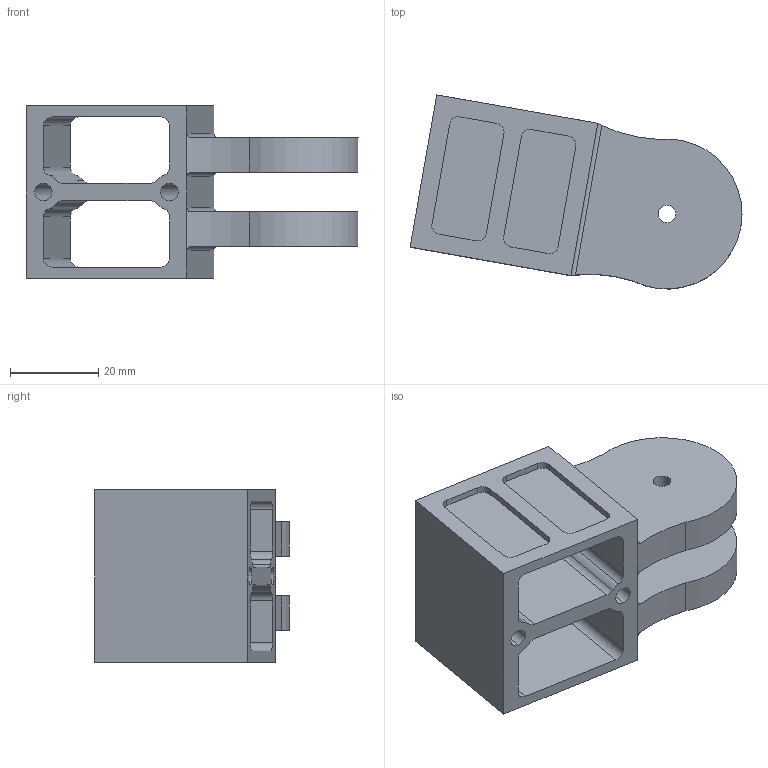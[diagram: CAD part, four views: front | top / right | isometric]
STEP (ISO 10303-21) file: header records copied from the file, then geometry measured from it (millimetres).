
FILE_DESCRIPTION(/* description */ (''),/* implementation_level */ '2;1');
FILE_NAME(/* name */ 'botom leg hing.step',/* time_stamp */ '2018-02-23T21:48:05-05:00',/* author */ (''),/* organization */ (''),/* preprocessor_version */ 'ST-DEVELOPER v16.13',/* originating_system */ 'Autodesk Translation Framework v6.5.0.72',/* authorisation */ '');
FILE_SCHEMA (('AUTOMOTIVE_DESIGN { 1 0 10303 214 3 1 1 }'));
Length unit declared in the file: millimetre
Products named in the file (1): botom hing
Bounding box: 75.19 x 43.94 x 39 mm (x, y, z)
Volume: 34741 mm3; surface area: 18856.4 mm2
Topology: 1 solids, 1 shells, 88 faces, 238 edges, 156 vertices
Faces by surface type: cylinder 46, plane 40, bspline 2
Full cylindrical faces by diameter (mm): 4 x2
Entity records: 2924 total; most frequent: CARTESIAN_POINT 581, DIRECTION 492, ORIENTED_EDGE 476, EDGE_CURVE 238, AXIS2_PLACEMENT_3D 175, VERTEX_POINT 156, LINE 142, VECTOR 142
